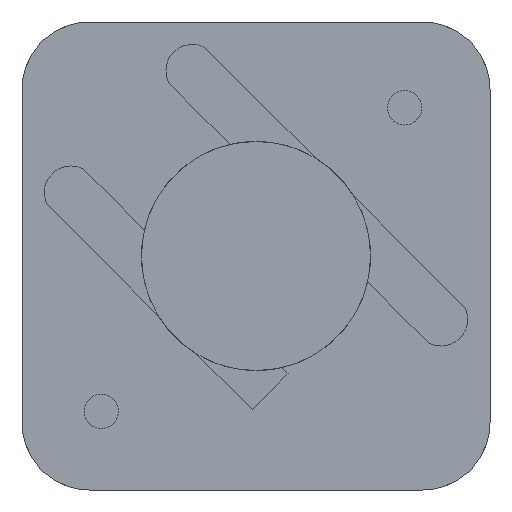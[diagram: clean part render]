
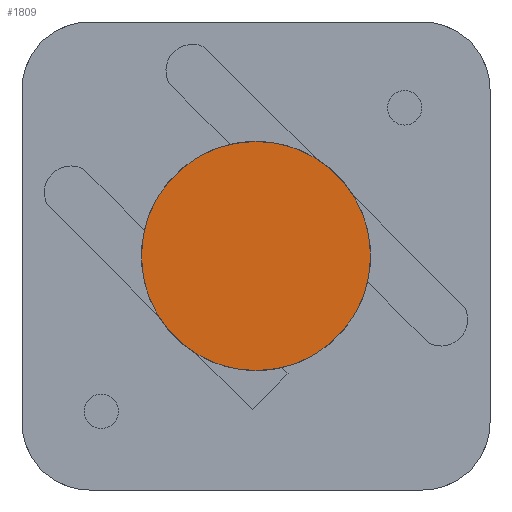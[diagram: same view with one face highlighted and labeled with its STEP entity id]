
A CAD part, front view. The second image highlights one B-rep face of the part: STEP entity #1809.
In plain terms, the highlighted planar face has unit normal (0, -1, 0).
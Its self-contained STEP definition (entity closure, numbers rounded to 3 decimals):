
#69 = CARTESIAN_POINT ( 'NONE',  ( 0., 2., 0. ) ) ;
#356 = DIRECTION ( 'NONE',  ( 0., -1., 0. ) ) ;
#366 = CARTESIAN_POINT ( 'NONE',  ( 0., 2., 0. ) ) ;
#376 = FACE_OUTER_BOUND ( 'NONE', #956, .T. ) ;
#422 = ORIENTED_EDGE ( 'NONE', *, *, #1188, .T. ) ;
#432 = DIRECTION ( 'NONE',  ( 0., 0., -1. ) ) ;
#551 = CIRCLE ( 'NONE', #585, 1.7 ) ;
#585 = AXIS2_PLACEMENT_3D ( 'NONE', #69, #1330, #1672 ) ;
#763 = CARTESIAN_POINT ( 'NONE',  ( 0., 2., 0. ) ) ;
#833 = ORIENTED_EDGE ( 'NONE', *, *, #2084, .T. ) ;
#871 = DIRECTION ( 'NONE',  ( 0., -1., 0. ) ) ;
#931 = CARTESIAN_POINT ( 'NONE',  ( 0., 2., -1.7 ) ) ;
#956 = EDGE_LOOP ( 'NONE', ( #833, #422 ) ) ;
#1007 = DIRECTION ( 'NONE',  ( 0., 0., -1. ) ) ;
#1051 = CIRCLE ( 'NONE', #1428, 1.7 ) ;
#1188 = EDGE_CURVE ( 'NONE', #1512, #1244, #1051, .T. ) ;
#1244 = VERTEX_POINT ( 'NONE', #931 ) ;
#1330 = DIRECTION ( 'NONE',  ( 0., -1., 0. ) ) ;
#1336 = PLANE ( 'NONE',  #1832 ) ;
#1428 = AXIS2_PLACEMENT_3D ( 'NONE', #763, #871, #432 ) ;
#1512 = VERTEX_POINT ( 'NONE', #1984 ) ;
#1672 = DIRECTION ( 'NONE',  ( 0., 0., -1. ) ) ;
#1809 = ADVANCED_FACE ( 'NONE', ( #376 ), #1336, .T. ) ;
#1832 = AXIS2_PLACEMENT_3D ( 'NONE', #366, #356, #1007 ) ;
#1984 = CARTESIAN_POINT ( 'NONE',  ( 0., 2., 1.7 ) ) ;
#2084 = EDGE_CURVE ( 'NONE', #1244, #1512, #551, .T. ) ;
